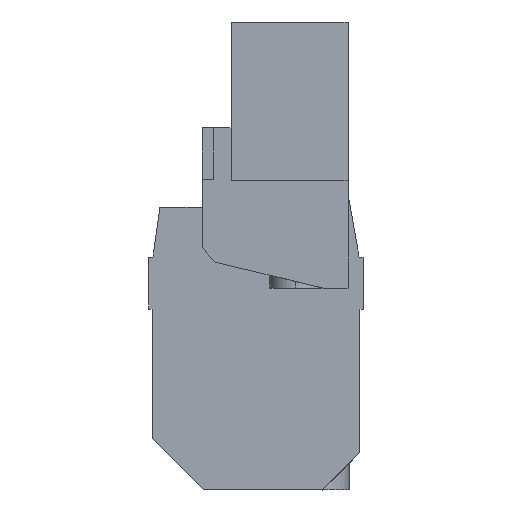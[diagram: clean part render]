
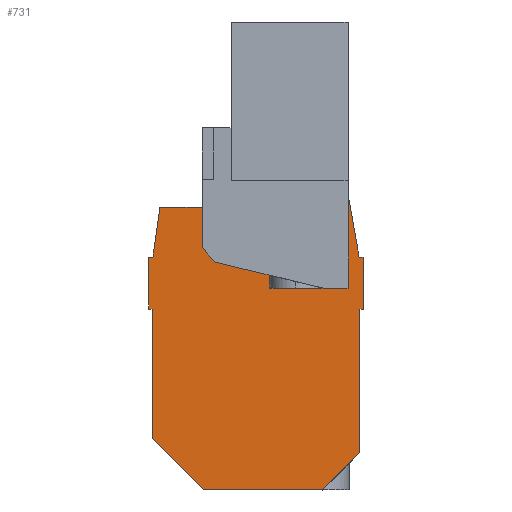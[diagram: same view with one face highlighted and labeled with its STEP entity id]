
A CAD part, left-side view. The second image highlights one B-rep face of the part: STEP entity #731.
In plain terms, the highlighted planar face has unit normal (-1, 0, 0).
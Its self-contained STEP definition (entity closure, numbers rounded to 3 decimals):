
#608=AXIS2_PLACEMENT_3D('Plane Axis2P3D',#605,#606,#607) ;
#122=CARTESIAN_POINT('Line Origine',(7.17,0.3,10.493)) ;
#126=CARTESIAN_POINT('Vertex',(7.17,0.3,3.586)) ;
#128=CARTESIAN_POINT('Vertex',(7.17,0.3,17.4)) ;
#605=CARTESIAN_POINT('Axis2P3D Location',(7.17,15.35,0.7)) ;
#610=CARTESIAN_POINT('Line Origine',(7.17,12.7,28.207)) ;
#614=CARTESIAN_POINT('Vertex',(7.17,12.7,29.207)) ;
#616=CARTESIAN_POINT('Vertex',(7.17,12.7,27.207)) ;
#619=CARTESIAN_POINT('Line Origine',(7.17,16.117,27.207)) ;
#623=CARTESIAN_POINT('Vertex',(7.17,19.535,27.207)) ;
#626=CARTESIAN_POINT('Line Origine',(7.17,19.872,24.803)) ;
#630=CARTESIAN_POINT('Vertex',(7.17,20.21,22.4)) ;
#633=CARTESIAN_POINT('Line Origine',(7.17,20.405,22.4)) ;
#637=CARTESIAN_POINT('Vertex',(7.17,20.6,22.4)) ;
#640=CARTESIAN_POINT('Line Origine',(7.17,20.6,19.9)) ;
#644=CARTESIAN_POINT('Vertex',(7.17,20.6,17.4)) ;
#647=CARTESIAN_POINT('Line Origine',(7.17,20.45,17.4)) ;
#651=CARTESIAN_POINT('Vertex',(7.17,20.3,17.4)) ;
#654=CARTESIAN_POINT('Line Origine',(7.17,20.3,11.168)) ;
#658=CARTESIAN_POINT('Vertex',(7.17,20.3,4.936)) ;
#661=CARTESIAN_POINT('Line Origine',(7.17,17.832,2.468)) ;
#665=CARTESIAN_POINT('Vertex',(7.17,15.364,0.)) ;
#668=CARTESIAN_POINT('Line Origine',(7.17,9.625,0.)) ;
#672=CARTESIAN_POINT('Vertex',(7.17,3.886,0.)) ;
#675=CARTESIAN_POINT('Line Origine',(7.17,2.093,1.793)) ;
#680=CARTESIAN_POINT('Line Origine',(7.17,0.15,17.4)) ;
#684=CARTESIAN_POINT('Vertex',(7.17,0.,17.4)) ;
#687=CARTESIAN_POINT('Line Origine',(7.17,0.,19.9)) ;
#691=CARTESIAN_POINT('Vertex',(7.17,0.,22.4)) ;
#694=CARTESIAN_POINT('Line Origine',(7.17,0.19,22.4)) ;
#698=CARTESIAN_POINT('Vertex',(7.17,0.38,22.4)) ;
#701=CARTESIAN_POINT('Line Origine',(7.17,0.98,25.803)) ;
#705=CARTESIAN_POINT('Vertex',(7.17,1.58,29.207)) ;
#708=CARTESIAN_POINT('Line Origine',(7.17,7.14,29.207)) ;
#123=DIRECTION('Vector Direction',(0.,0.,1.)) ;
#606=DIRECTION('Axis2P3D Direction',(-1.,0.,0.)) ;
#607=DIRECTION('Axis2P3D XDirection',(0.,-1.,0.)) ;
#611=DIRECTION('Vector Direction',(0.,0.,-1.)) ;
#620=DIRECTION('Vector Direction',(0.,-1.,0.)) ;
#627=DIRECTION('Vector Direction',(0.,-0.139,0.99)) ;
#634=DIRECTION('Vector Direction',(0.,-1.,0.)) ;
#641=DIRECTION('Vector Direction',(0.,0.,1.)) ;
#648=DIRECTION('Vector Direction',(0.,1.,0.)) ;
#655=DIRECTION('Vector Direction',(0.,0.,1.)) ;
#662=DIRECTION('Vector Direction',(0.,0.707,0.707)) ;
#669=DIRECTION('Vector Direction',(0.,1.,0.)) ;
#676=DIRECTION('Vector Direction',(0.,0.707,-0.707)) ;
#681=DIRECTION('Vector Direction',(0.,1.,0.)) ;
#688=DIRECTION('Vector Direction',(0.,0.,-1.)) ;
#695=DIRECTION('Vector Direction',(0.,-1.,0.)) ;
#702=DIRECTION('Vector Direction',(0.,0.174,0.985)) ;
#709=DIRECTION('Vector Direction',(0.,1.,0.)) ;
#124=VECTOR('Line Direction',#123,1.) ;
#612=VECTOR('Line Direction',#611,1.) ;
#621=VECTOR('Line Direction',#620,1.) ;
#628=VECTOR('Line Direction',#627,1.) ;
#635=VECTOR('Line Direction',#634,1.) ;
#642=VECTOR('Line Direction',#641,1.) ;
#649=VECTOR('Line Direction',#648,1.) ;
#656=VECTOR('Line Direction',#655,1.) ;
#663=VECTOR('Line Direction',#662,1.) ;
#670=VECTOR('Line Direction',#669,1.) ;
#677=VECTOR('Line Direction',#676,1.) ;
#682=VECTOR('Line Direction',#681,1.) ;
#689=VECTOR('Line Direction',#688,1.) ;
#696=VECTOR('Line Direction',#695,1.) ;
#703=VECTOR('Line Direction',#702,1.) ;
#710=VECTOR('Line Direction',#709,1.) ;
#714=ORIENTED_EDGE('',*,*,#618,.T.) ;
#715=ORIENTED_EDGE('',*,*,#625,.F.) ;
#716=ORIENTED_EDGE('',*,*,#632,.F.) ;
#717=ORIENTED_EDGE('',*,*,#639,.F.) ;
#718=ORIENTED_EDGE('',*,*,#646,.F.) ;
#719=ORIENTED_EDGE('',*,*,#653,.F.) ;
#720=ORIENTED_EDGE('',*,*,#660,.F.) ;
#721=ORIENTED_EDGE('',*,*,#667,.F.) ;
#722=ORIENTED_EDGE('',*,*,#674,.F.) ;
#723=ORIENTED_EDGE('',*,*,#679,.F.) ;
#724=ORIENTED_EDGE('',*,*,#130,.T.) ;
#725=ORIENTED_EDGE('',*,*,#686,.F.) ;
#726=ORIENTED_EDGE('',*,*,#693,.F.) ;
#727=ORIENTED_EDGE('',*,*,#700,.F.) ;
#728=ORIENTED_EDGE('',*,*,#707,.T.) ;
#729=ORIENTED_EDGE('',*,*,#712,.T.) ;
#731=ADVANCED_FACE('HOUSING',(#730),#609,.T.) ;
#130=EDGE_CURVE('',#127,#129,#125,.T.) ;
#618=EDGE_CURVE('',#615,#617,#613,.T.) ;
#625=EDGE_CURVE('',#624,#617,#622,.T.) ;
#632=EDGE_CURVE('',#631,#624,#629,.T.) ;
#639=EDGE_CURVE('',#638,#631,#636,.T.) ;
#646=EDGE_CURVE('',#645,#638,#643,.T.) ;
#653=EDGE_CURVE('',#652,#645,#650,.T.) ;
#660=EDGE_CURVE('',#659,#652,#657,.T.) ;
#667=EDGE_CURVE('',#666,#659,#664,.T.) ;
#674=EDGE_CURVE('',#673,#666,#671,.T.) ;
#679=EDGE_CURVE('',#127,#673,#678,.T.) ;
#686=EDGE_CURVE('',#685,#129,#683,.T.) ;
#693=EDGE_CURVE('',#692,#685,#690,.T.) ;
#700=EDGE_CURVE('',#699,#692,#697,.T.) ;
#707=EDGE_CURVE('',#699,#706,#704,.T.) ;
#712=EDGE_CURVE('',#706,#615,#711,.T.) ;
#713=EDGE_LOOP('',(#714,#715,#716,#717,#718,#719,#720,#721,#722,#723,#724,#725,#726,#727,#728,#729)) ;
#730=FACE_OUTER_BOUND('',#713,.T.) ;
#125=LINE('Line',#122,#124) ;
#613=LINE('Line',#610,#612) ;
#622=LINE('Line',#619,#621) ;
#629=LINE('Line',#626,#628) ;
#636=LINE('Line',#633,#635) ;
#643=LINE('Line',#640,#642) ;
#650=LINE('Line',#647,#649) ;
#657=LINE('Line',#654,#656) ;
#664=LINE('Line',#661,#663) ;
#671=LINE('Line',#668,#670) ;
#678=LINE('Line',#675,#677) ;
#683=LINE('Line',#680,#682) ;
#690=LINE('Line',#687,#689) ;
#697=LINE('Line',#694,#696) ;
#704=LINE('Line',#701,#703) ;
#711=LINE('Line',#708,#710) ;
#609=PLANE('',#608) ;
#127=VERTEX_POINT('',#126) ;
#129=VERTEX_POINT('',#128) ;
#615=VERTEX_POINT('',#614) ;
#617=VERTEX_POINT('',#616) ;
#624=VERTEX_POINT('',#623) ;
#631=VERTEX_POINT('',#630) ;
#638=VERTEX_POINT('',#637) ;
#645=VERTEX_POINT('',#644) ;
#652=VERTEX_POINT('',#651) ;
#659=VERTEX_POINT('',#658) ;
#666=VERTEX_POINT('',#665) ;
#673=VERTEX_POINT('',#672) ;
#685=VERTEX_POINT('',#684) ;
#692=VERTEX_POINT('',#691) ;
#699=VERTEX_POINT('',#698) ;
#706=VERTEX_POINT('',#705) ;
